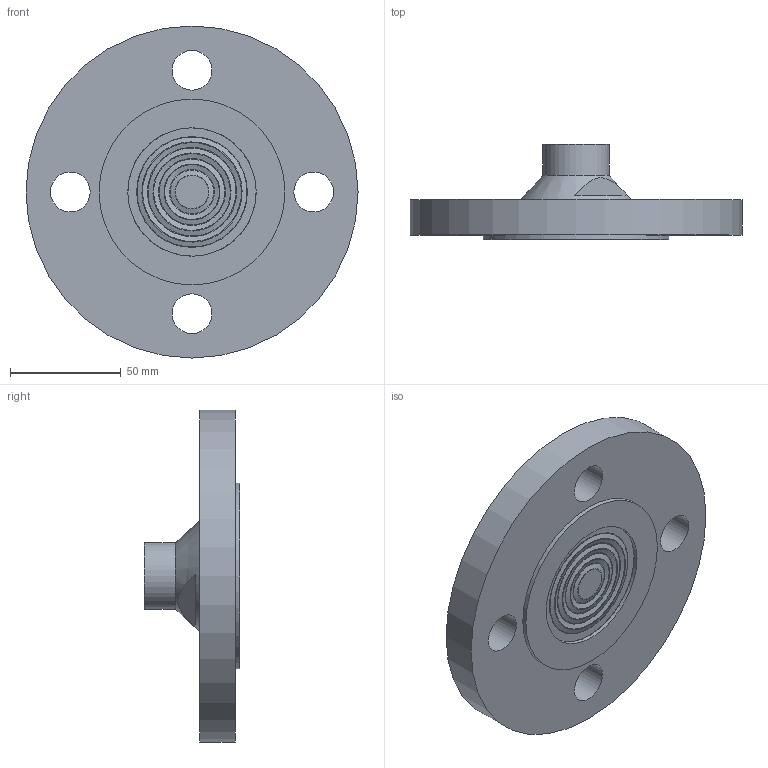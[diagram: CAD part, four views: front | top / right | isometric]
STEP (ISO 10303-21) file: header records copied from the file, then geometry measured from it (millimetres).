
FILE_DESCRIPTION(/* description */ ('РМ-С21'),/* implementation_level */ '2;1');
FILE_NAME(/* name */ 'РМ-С21.stp',/* time_stamp */ '2024-04-17T10:02:20+03:00',/* author */ ('Tech'),/* organization */ (''),/* preprocessor_version */ 'ST-DEVELOPER v18.1',/* originating_system */ 'Autodesk Inventor 2021',/* authorisation */ '');
FILE_SCHEMA (('AUTOMOTIVE_DESIGN { 1 0 10303 214 3 1 1 }'));
Length unit declared in the file: millimetre
Products named in the file (1): РМ-С21
Bounding box: 150 x 43 x 150 mm (x, y, z)
Volume: 282736.5 mm3; surface area: 55453.7 mm2
Topology: 4 solids, 4 shells, 152 faces, 399 edges, 269 vertices
Faces by surface type: plane 80, cylinder 28, cone 22, torus 18, bspline 3, sphere 1
Full cylindrical faces by diameter (mm): 0.002 x1, 1.6 x1, 3.1 x1, 6.137 x1, 7 x1, 7.75 x1, 8 x1, 18 x4, 18.5 x1, 20.7 x1, 30 x1, 50 x1, 58 x2, 84 x1, 150 x1
Entity records: 5172 total; most frequent: CARTESIAN_POINT 1216, DIRECTION 856, ORIENTED_EDGE 790, EDGE_CURVE 395, AXIS2_PLACEMENT_3D 321, VERTEX_POINT 269, LINE 214, VECTOR 214
